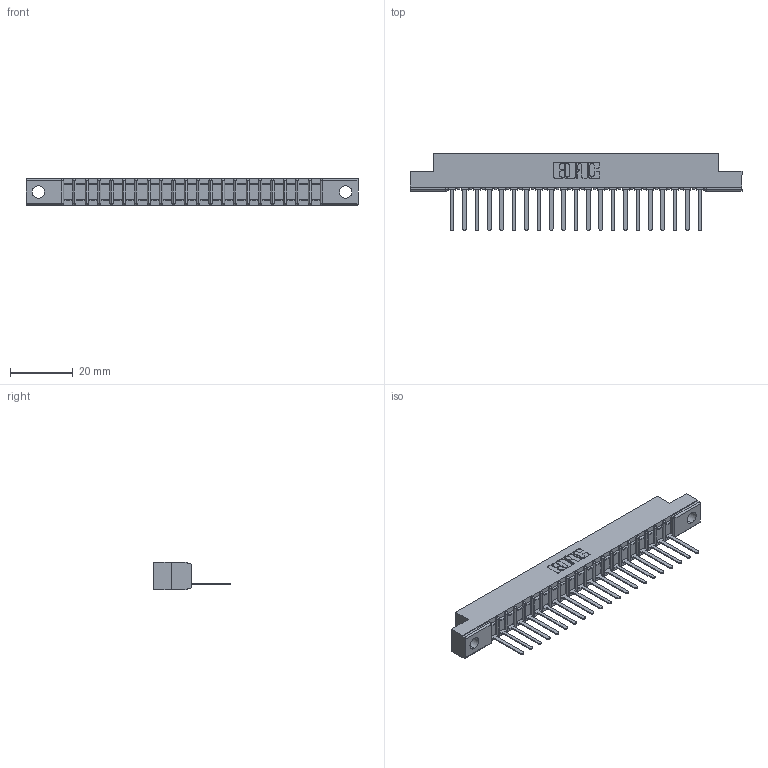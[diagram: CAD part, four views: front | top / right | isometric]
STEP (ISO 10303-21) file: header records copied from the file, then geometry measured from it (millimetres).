
FILE_DESCRIPTION (( 'STEP AP203' ), '1' );
FILE_NAME ('357-021-441-104.STEP', '2020-10-01T06:41:26', ( '' ), ( '' ), 'SwSTEP 2.0', 'SolidWorks 2020', '' );
FILE_SCHEMA (( 'CONFIG_CONTROL_DESIGN' ));
Length unit declared in the file: inch
Products named in the file (3): 307-290-002_541; 357-021-441-104; 307 Part_.156 Dia Mounting Holes
Assembly tree (22 placements, depth 2):
  357-021-441-104
    307 Part_.156 Dia Mounting Holes
    307-290-002_541  x21
Bounding box: 106.22 x 24.59 x 8.71 mm (x, y, z)
Volume: 6965.4 mm3; surface area: 12862 mm2
Topology: 22 solids, 22 shells, 1708 faces, 5231 edges, 3426 vertices
Faces by surface type: plane 1029, cylinder 635, sphere 44
Entity records: 21728 total; most frequent: CARTESIAN_POINT 3666, ORIENTED_EDGE 3654, DIRECTION 3563, EDGE_CURVE 1827, LINE 1397, VECTOR 1397, VERTEX_POINT 1186, AXIS2_PLACEMENT_3D 1083
